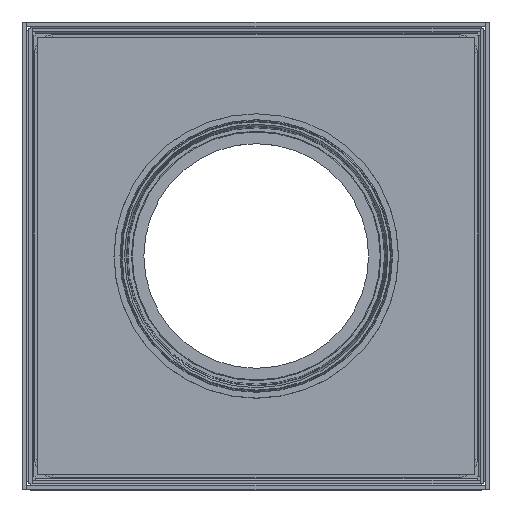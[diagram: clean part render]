
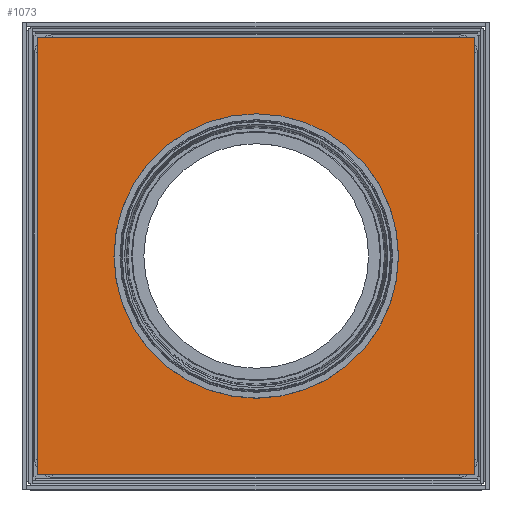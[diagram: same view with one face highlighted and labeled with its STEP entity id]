
A CAD part, top view. The second image highlights one B-rep face of the part: STEP entity #1073.
In plain terms, the highlighted planar face has unit normal (0, 0, 1).
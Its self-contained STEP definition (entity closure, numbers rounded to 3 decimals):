
#33 = DIRECTION ( 'NONE',  ( -1., 0., 0. ) ) ;
#183 = CARTESIAN_POINT ( 'NONE',  ( 55., 0., 3. ) ) ;
#189 = VECTOR ( 'NONE', #10301, 1000. ) ;
#213 = CARTESIAN_POINT ( 'NONE',  ( -55., 0., 3. ) ) ;
#232 = CARTESIAN_POINT ( 'NONE',  ( -93., -93., 3. ) ) ;
#286 = EDGE_CURVE ( 'NONE', #9840, #2960, #712, .T. ) ;
#572 = VERTEX_POINT ( 'NONE', #3535 ) ;
#712 = LINE ( 'NONE', #5667, #9699 ) ;
#1073 = ADVANCED_FACE ( 'NONE', ( #6731, #5931 ), #7598, .T. ) ;
#1313 = VERTEX_POINT ( 'NONE', #213 ) ;
#1363 = CARTESIAN_POINT ( 'NONE',  ( 0., 0., 3. ) ) ;
#1412 = DIRECTION ( 'NONE',  ( 0., 0., 1. ) ) ;
#1803 = CARTESIAN_POINT ( 'NONE',  ( 93., 93., 3. ) ) ;
#2084 = LINE ( 'NONE', #3751, #9089 ) ;
#2390 = EDGE_LOOP ( 'NONE', ( #4579, #2958 ) ) ;
#2531 = ORIENTED_EDGE ( 'NONE', *, *, #286, .T. ) ;
#2927 = DIRECTION ( 'NONE',  ( 1., 0., 0. ) ) ;
#2958 = ORIENTED_EDGE ( 'NONE', *, *, #5535, .F. ) ;
#2960 = VERTEX_POINT ( 'NONE', #6579 ) ;
#3451 = AXIS2_PLACEMENT_3D ( 'NONE', #4287, #6002, #10154 ) ;
#3490 = CARTESIAN_POINT ( 'NONE',  ( 93., -93., 3. ) ) ;
#3519 = DIRECTION ( 'NONE',  ( 0., 0., 1. ) ) ;
#3535 = CARTESIAN_POINT ( 'NONE',  ( -93., -93., 3. ) ) ;
#3545 = DIRECTION ( 'NONE',  ( 1., 0., 0. ) ) ;
#3608 = EDGE_CURVE ( 'NONE', #2960, #572, #6699, .T. ) ;
#3751 = CARTESIAN_POINT ( 'NONE',  ( -93., -93., 3. ) ) ;
#4023 = AXIS2_PLACEMENT_3D ( 'NONE', #232, #3519, #5566 ) ;
#4287 = CARTESIAN_POINT ( 'NONE',  ( 0., 0., 3. ) ) ;
#4579 = ORIENTED_EDGE ( 'NONE', *, *, #7952, .F. ) ;
#5214 = ORIENTED_EDGE ( 'NONE', *, *, #9643, .T. ) ;
#5535 = EDGE_CURVE ( 'NONE', #1313, #8293, #8676, .T. ) ;
#5566 = DIRECTION ( 'NONE',  ( 1., 0., 0. ) ) ;
#5667 = CARTESIAN_POINT ( 'NONE',  ( -93., 93., 3. ) ) ;
#5840 = CARTESIAN_POINT ( 'NONE',  ( -93., 93., 3. ) ) ;
#5931 = FACE_OUTER_BOUND ( 'NONE', #8658, .T. ) ;
#6002 = DIRECTION ( 'NONE',  ( 0., 0., 1. ) ) ;
#6200 = ORIENTED_EDGE ( 'NONE', *, *, #3608, .T. ) ;
#6285 = VERTEX_POINT ( 'NONE', #3490 ) ;
#6579 = CARTESIAN_POINT ( 'NONE',  ( -93., 93., 3. ) ) ;
#6699 = LINE ( 'NONE', #5840, #7130 ) ;
#6731 = FACE_BOUND ( 'NONE', #2390, .T. ) ;
#7003 = CARTESIAN_POINT ( 'NONE',  ( 93., 93., 3. ) ) ;
#7130 = VECTOR ( 'NONE', #9127, 1000. ) ;
#7220 = CIRCLE ( 'NONE', #3451, 55. ) ;
#7598 = PLANE ( 'NONE',  #4023 ) ;
#7664 = AXIS2_PLACEMENT_3D ( 'NONE', #1363, #1412, #2927 ) ;
#7952 = EDGE_CURVE ( 'NONE', #8293, #1313, #7220, .T. ) ;
#7959 = LINE ( 'NONE', #7003, #189 ) ;
#8100 = EDGE_CURVE ( 'NONE', #6285, #9840, #7959, .T. ) ;
#8293 = VERTEX_POINT ( 'NONE', #183 ) ;
#8658 = EDGE_LOOP ( 'NONE', ( #6200, #5214, #8818, #2531 ) ) ;
#8676 = CIRCLE ( 'NONE', #7664, 55. ) ;
#8818 = ORIENTED_EDGE ( 'NONE', *, *, #8100, .T. ) ;
#9089 = VECTOR ( 'NONE', #3545, 1000. ) ;
#9127 = DIRECTION ( 'NONE',  ( 0., -1., 0. ) ) ;
#9643 = EDGE_CURVE ( 'NONE', #572, #6285, #2084, .T. ) ;
#9699 = VECTOR ( 'NONE', #33, 1000. ) ;
#9840 = VERTEX_POINT ( 'NONE', #1803 ) ;
#10154 = DIRECTION ( 'NONE',  ( 1., 0., 0. ) ) ;
#10301 = DIRECTION ( 'NONE',  ( 0., 1., 0. ) ) ;
